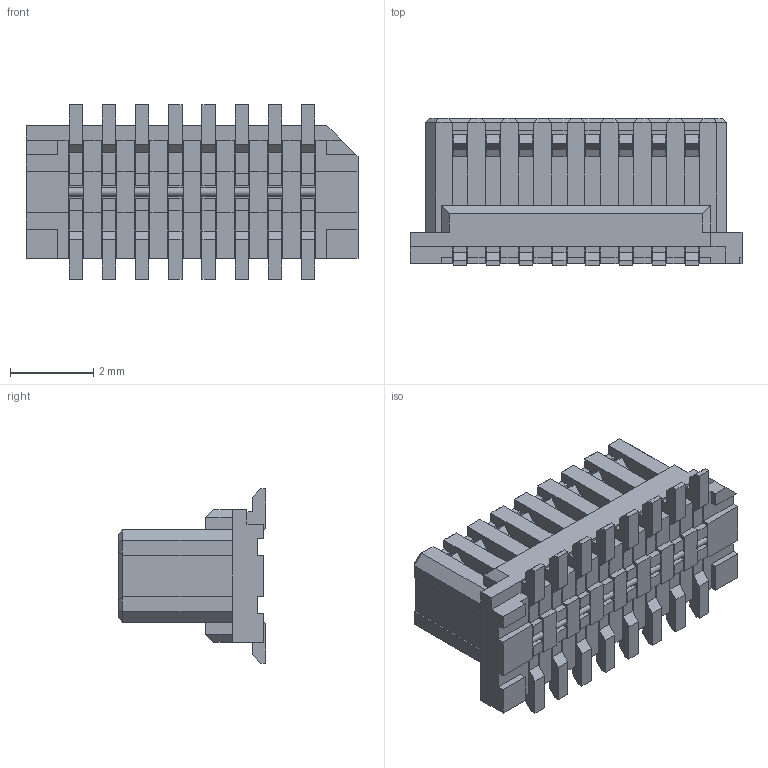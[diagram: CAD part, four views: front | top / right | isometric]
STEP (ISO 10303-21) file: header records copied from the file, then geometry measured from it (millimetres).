
FILE_DESCRIPTION (( 'STEP AP214' ), '1' );
FILE_NAME ('524651671.STEP', '2021-12-25T16:36:03', ( '' ), ( '' ), 'SwSTEP 2.0', 'SolidWorks 2015', '' );
FILE_SCHEMA (( 'AUTOMOTIVE_DESIGN' ));
Length unit declared in the file: millimetre
Products named in the file (1): 524651671
Bounding box: 8 x 3.55 x 4.2 mm (x, y, z)
Volume: 59.4 mm3; surface area: 192.4 mm2
Topology: 1 solids, 1 shells, 631 faces, 1691 edges, 1094 vertices
Faces by surface type: plane 623, cylinder 8
Entity records: 22456 total; most frequent: CARTESIAN_POINT 3417, ORIENTED_EDGE 3382, DIRECTION 2987, EDGE_CURVE 1691, VECTOR 1659, LINE 1659, VERTEX_POINT 1094, AXIS2_PLACEMENT_3D 664
